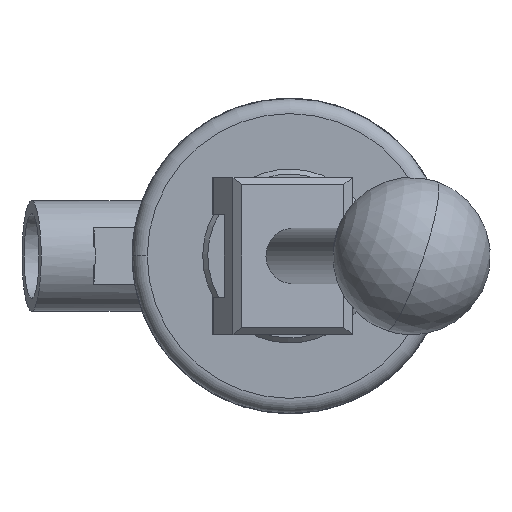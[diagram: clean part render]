
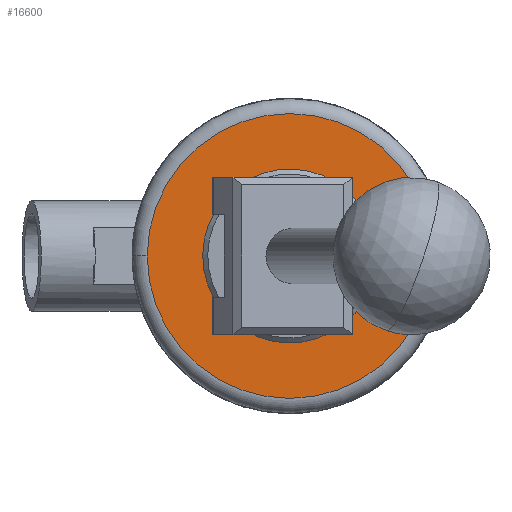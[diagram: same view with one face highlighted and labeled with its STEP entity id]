
A CAD part, front view. The second image highlights one B-rep face of the part: STEP entity #16600.
In plain terms, the highlighted planar face has unit normal (0, -1, 0).
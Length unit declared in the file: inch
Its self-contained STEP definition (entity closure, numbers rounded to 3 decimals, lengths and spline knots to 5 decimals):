
#644 = ORIENTED_EDGE ( 'NONE', *, *, #5829, .T. ) ;
#864 = AXIS2_PLACEMENT_3D ( 'NONE', #6360, #1315, #8726 ) ;
#1041 = EDGE_CURVE ( 'NONE', #5709, #1550, #6778, .T. ) ;
#1265 = DIRECTION ( 'NONE',  ( 1., 0., 0. ) ) ;
#1315 = DIRECTION ( 'NONE',  ( 0., -1., 0. ) ) ;
#1425 = AXIS2_PLACEMENT_3D ( 'NONE', #4707, #15019, #4292 ) ;
#1550 = VERTEX_POINT ( 'NONE', #12277 ) ;
#2495 = ORIENTED_EDGE ( 'NONE', *, *, #11434, .T. ) ;
#2955 = AXIS2_PLACEMENT_3D ( 'NONE', #6646, #10409, #1265 ) ;
#3531 = AXIS2_PLACEMENT_3D ( 'NONE', #7173, #15500, #6600 ) ;
#4158 = FACE_BOUND ( 'NONE', #7749, .T. ) ;
#4292 = DIRECTION ( 'NONE',  ( 1., 0., 0. ) ) ;
#4387 = CIRCLE ( 'NONE', #15679, 1.13 ) ;
#4424 = EDGE_CURVE ( 'NONE', #1550, #5709, #11831, .T. ) ;
#4707 = CARTESIAN_POINT ( 'NONE',  ( 0., 0., 0. ) ) ;
#4905 = CIRCLE ( 'NONE', #1425, 1.13 ) ;
#5060 = CARTESIAN_POINT ( 'NONE',  ( 0.348, 0., 0. ) ) ;
#5709 = VERTEX_POINT ( 'NONE', #5060 ) ;
#5829 = EDGE_CURVE ( 'NONE', #9943, #6286, #4905, .T. ) ;
#6286 = VERTEX_POINT ( 'NONE', #6657 ) ;
#6360 = CARTESIAN_POINT ( 'NONE',  ( 0., 0., 0. ) ) ;
#6439 = CARTESIAN_POINT ( 'NONE',  ( -1.13, 0., 0. ) ) ;
#6600 = DIRECTION ( 'NONE',  ( 1., 0., 0. ) ) ;
#6646 = CARTESIAN_POINT ( 'NONE',  ( 0., 0., 0. ) ) ;
#6657 = CARTESIAN_POINT ( 'NONE',  ( 1.13, 0., 0. ) ) ;
#6719 = DIRECTION ( 'NONE',  ( 1., 0., 0. ) ) ;
#6778 = CIRCLE ( 'NONE', #864, 0.348 ) ;
#7163 = ORIENTED_EDGE ( 'NONE', *, *, #4424, .F. ) ;
#7173 = CARTESIAN_POINT ( 'NONE',  ( 0., 0., -0.348 ) ) ;
#7749 = EDGE_LOOP ( 'NONE', ( #14455, #7163 ) ) ;
#8229 = DIRECTION ( 'NONE',  ( 0., -1., 0. ) ) ;
#8726 = DIRECTION ( 'NONE',  ( 1., 0., 0. ) ) ;
#9572 = EDGE_LOOP ( 'NONE', ( #2495, #644 ) ) ;
#9943 = VERTEX_POINT ( 'NONE', #6439 ) ;
#10409 = DIRECTION ( 'NONE',  ( 0., -1., 0. ) ) ;
#10655 = CARTESIAN_POINT ( 'NONE',  ( 0., 0., 0. ) ) ;
#11434 = EDGE_CURVE ( 'NONE', #6286, #9943, #4387, .T. ) ;
#11831 = CIRCLE ( 'NONE', #2955, 0.348 ) ;
#12277 = CARTESIAN_POINT ( 'NONE',  ( -0.348, 0., 0. ) ) ;
#13539 = FACE_OUTER_BOUND ( 'NONE', #9572, .T. ) ;
#14455 = ORIENTED_EDGE ( 'NONE', *, *, #1041, .F. ) ;
#14723 = PLANE ( 'NONE',  #3531 ) ;
#15019 = DIRECTION ( 'NONE',  ( 0., -1., 0. ) ) ;
#15500 = DIRECTION ( 'NONE',  ( 0., -1., 0. ) ) ;
#15679 = AXIS2_PLACEMENT_3D ( 'NONE', #10655, #8229, #6719 ) ;
#16600 = ADVANCED_FACE ( 'NONE', ( #13539, #4158 ), #14723, .T. ) ;
